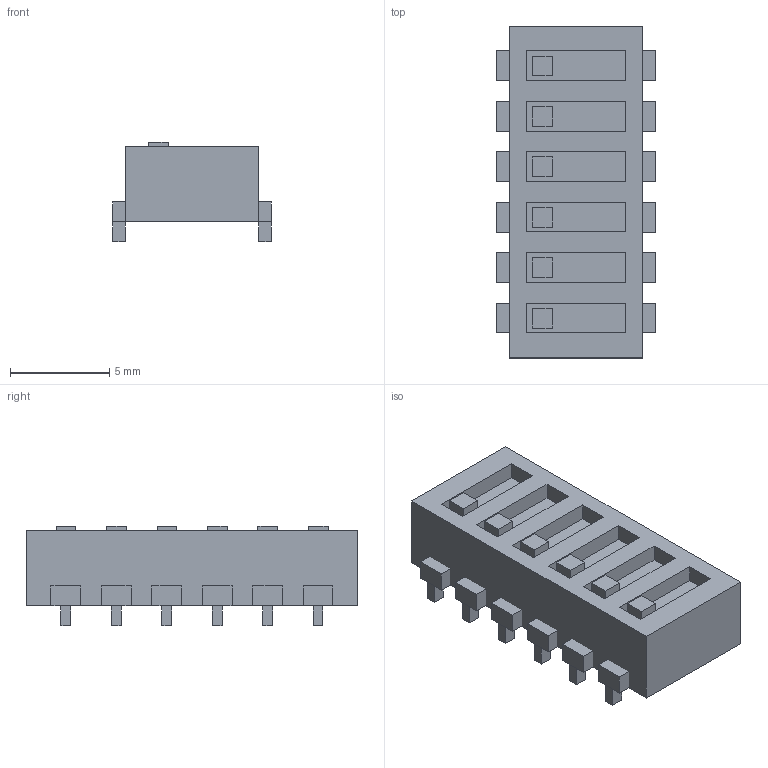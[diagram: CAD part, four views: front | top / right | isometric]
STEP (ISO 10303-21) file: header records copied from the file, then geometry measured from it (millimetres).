
FILE_DESCRIPTION(/* description */ (''),/* implementation_level */ '2;1');
FILE_NAME(/* name */ '219-6M~1',/* time_stamp */ '2021-03-02T21:25:00+01:00',/* author */ (''),/* organization */ (''),/* preprocessor_version */ 'ST-DEVELOPER v15',/* originating_system */ '',/* authorisation */ '');
FILE_SCHEMA (('AUTOMOTIVE_DESIGN_CC2'));
Length unit declared in the file: millimetre
Products named in the file (1): Document
Bounding box: 8 x 16.71 x 5 mm (x, y, z)
Volume: 429.9 mm3; surface area: 689.9 mm2
Topology: 31 solids, 31 shells, 216 faces, 444 edges, 296 vertices
Faces by surface type: plane 216
Entity records: 5138 total; most frequent: CARTESIAN_POINT 1402, ORIENTED_EDGE 888, EDGE_CURVE 444, B_SPLINE_CURVE_WITH_KNOTS 444, VERTEX_POINT 296, EDGE_LOOP 222, DIRECTION 220, AXIS2_PLACEMENT_3D 218
